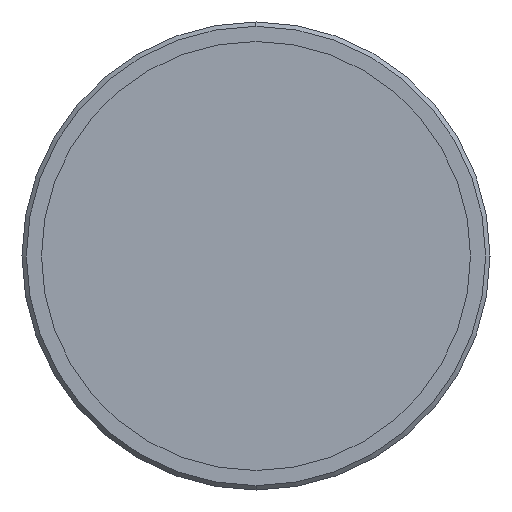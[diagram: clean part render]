
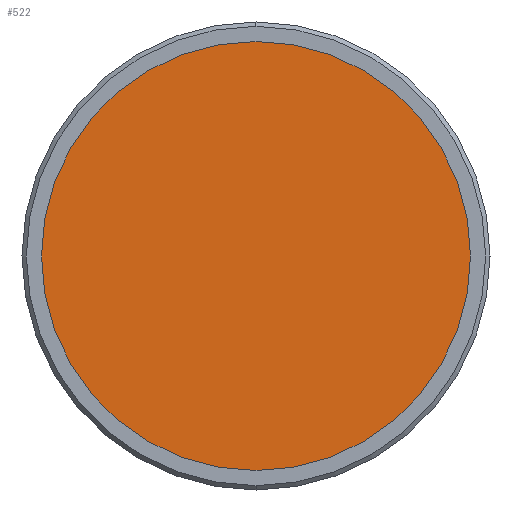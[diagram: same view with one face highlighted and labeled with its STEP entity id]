
A CAD part, left-side view. The second image highlights one B-rep face of the part: STEP entity #522.
In plain terms, the highlighted planar face has unit normal (-1, 0, 0).
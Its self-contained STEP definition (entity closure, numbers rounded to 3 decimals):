
#147 = DIRECTION ( 'NONE',  ( 0., -1., 0. ) ) ;
#177 = AXIS2_PLACEMENT_3D ( 'NONE', #1928, #1642, #1334 ) ;
#215 = VERTEX_POINT ( 'NONE', #1602 ) ;
#327 = DIRECTION ( 'NONE',  ( 1., 0., 0. ) ) ;
#342 = CARTESIAN_POINT ( 'NONE',  ( 2.711, -25.047, 25.047 ) ) ;
#461 = EDGE_CURVE ( 'NONE', #215, #1180, #1675, .T. ) ;
#472 = CIRCLE ( 'NONE', #177, 24.75 ) ;
#484 = FACE_OUTER_BOUND ( 'NONE', #1323, .T. ) ;
#502 = AXIS2_PLACEMENT_3D ( 'NONE', #342, #327, #1380 ) ;
#522 = ADVANCED_FACE ( 'NONE', ( #484 ), #1397, .F. ) ;
#626 = ORIENTED_EDGE ( 'NONE', *, *, #461, .F. ) ;
#798 = CARTESIAN_POINT ( 'NONE',  ( 2.711, -24.75, 0. ) ) ;
#894 = DIRECTION ( 'NONE',  ( 1., 0., 0. ) ) ;
#910 = CARTESIAN_POINT ( 'NONE',  ( 2.711, 0., 0. ) ) ;
#1082 = AXIS2_PLACEMENT_3D ( 'NONE', #910, #894, #147 ) ;
#1180 = VERTEX_POINT ( 'NONE', #798 ) ;
#1294 = ORIENTED_EDGE ( 'NONE', *, *, #1852, .F. ) ;
#1323 = EDGE_LOOP ( 'NONE', ( #1294, #626 ) ) ;
#1334 = DIRECTION ( 'NONE',  ( 0., -1., 0. ) ) ;
#1380 = DIRECTION ( 'NONE',  ( 0., 0., -1. ) ) ;
#1397 = PLANE ( 'NONE',  #502 ) ;
#1602 = CARTESIAN_POINT ( 'NONE',  ( 2.711, 24.75, 0. ) ) ;
#1642 = DIRECTION ( 'NONE',  ( 1., 0., 0. ) ) ;
#1675 = CIRCLE ( 'NONE', #1082, 24.75 ) ;
#1852 = EDGE_CURVE ( 'NONE', #1180, #215, #472, .T. ) ;
#1928 = CARTESIAN_POINT ( 'NONE',  ( 2.711, 0., 0. ) ) ;
